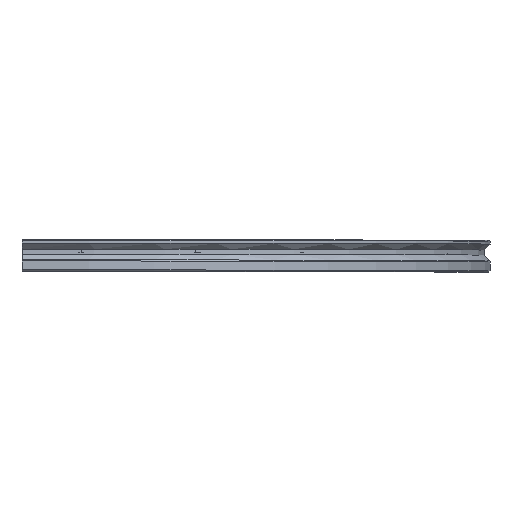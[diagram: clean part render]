
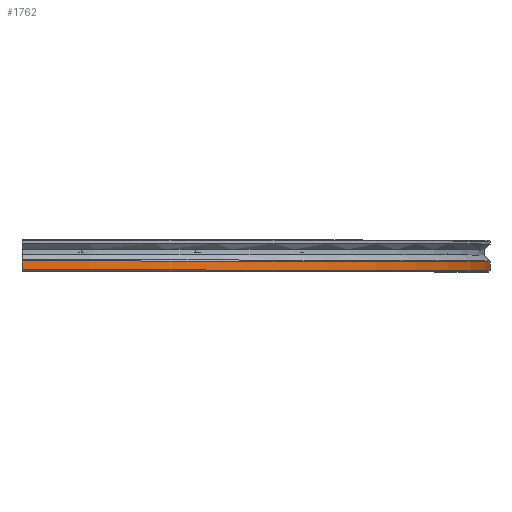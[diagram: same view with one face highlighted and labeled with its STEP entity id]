
A CAD part, top view. The second image highlights one B-rep face of the part: STEP entity #1762.
In plain terms, the highlighted cylindrical face has radius 310 mm (diameter 620 mm), a partial arc.
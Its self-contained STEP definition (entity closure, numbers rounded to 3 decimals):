
#41 = CARTESIAN_POINT ( 'NONE',  ( -300., 1., 0. ) ) ;
#116 = DIRECTION ( 'NONE',  ( 0., 1., 0. ) ) ;
#251 = DIRECTION ( 'NONE',  ( 0., 0., 1. ) ) ;
#336 = CARTESIAN_POINT ( 'NONE',  ( -300., 6.936, 310. ) ) ;
#383 = CARTESIAN_POINT ( 'NONE',  ( -300., 0., 0. ) ) ;
#450 = CIRCLE ( 'NONE', #1752, 310. ) ;
#451 = AXIS2_PLACEMENT_3D ( 'NONE', #383, #116, #1278 ) ;
#470 = EDGE_LOOP ( 'NONE', ( #1017, #1112, #654, #1091 ) ) ;
#494 = LINE ( 'NONE', #1387, #1848 ) ;
#502 = DIRECTION ( 'NONE',  ( 0., 1., 0. ) ) ;
#617 = CARTESIAN_POINT ( 'NONE',  ( -300., 1., 310. ) ) ;
#626 = CARTESIAN_POINT ( 'NONE',  ( 10., 1., 0. ) ) ;
#654 = ORIENTED_EDGE ( 'NONE', *, *, #970, .T. ) ;
#660 = FACE_OUTER_BOUND ( 'NONE', #470, .T. ) ;
#696 = VERTEX_POINT ( 'NONE', #336 ) ;
#697 = EDGE_CURVE ( 'NONE', #1539, #997, #1355, .T. ) ;
#766 = DIRECTION ( 'NONE',  ( 0., 0., 1. ) ) ;
#934 = CARTESIAN_POINT ( 'NONE',  ( 10., 1., 0. ) ) ;
#970 = EDGE_CURVE ( 'NONE', #975, #1539, #450, .T. ) ;
#975 = VERTEX_POINT ( 'NONE', #617 ) ;
#997 = VERTEX_POINT ( 'NONE', #1275 ) ;
#1017 = ORIENTED_EDGE ( 'NONE', *, *, #1779, .F. ) ;
#1067 = AXIS2_PLACEMENT_3D ( 'NONE', #1291, #1101, #251 ) ;
#1091 = ORIENTED_EDGE ( 'NONE', *, *, #697, .T. ) ;
#1101 = DIRECTION ( 'NONE',  ( 0., 1., 0. ) ) ;
#1112 = ORIENTED_EDGE ( 'NONE', *, *, #1521, .F. ) ;
#1215 = DIRECTION ( 'NONE',  ( 0., 1., 0. ) ) ;
#1275 = CARTESIAN_POINT ( 'NONE',  ( 10., 6.936, 0. ) ) ;
#1278 = DIRECTION ( 'NONE',  ( 0., 0., 1. ) ) ;
#1284 = CIRCLE ( 'NONE', #1067, 310. ) ;
#1291 = CARTESIAN_POINT ( 'NONE',  ( -300., 6.936, 0. ) ) ;
#1347 = DIRECTION ( 'NONE',  ( 0., 1., 0. ) ) ;
#1355 = LINE ( 'NONE', #626, #1582 ) ;
#1387 = CARTESIAN_POINT ( 'NONE',  ( -300., 1., 310. ) ) ;
#1521 = EDGE_CURVE ( 'NONE', #975, #696, #494, .T. ) ;
#1539 = VERTEX_POINT ( 'NONE', #934 ) ;
#1582 = VECTOR ( 'NONE', #1215, 1000. ) ;
#1752 = AXIS2_PLACEMENT_3D ( 'NONE', #41, #1347, #766 ) ;
#1762 = ADVANCED_FACE ( 'NONE', ( #660 ), #1826, .T. ) ;
#1779 = EDGE_CURVE ( 'NONE', #696, #997, #1284, .T. ) ;
#1826 = CYLINDRICAL_SURFACE ( 'NONE', #451, 310. ) ;
#1848 = VECTOR ( 'NONE', #502, 1000. ) ;
